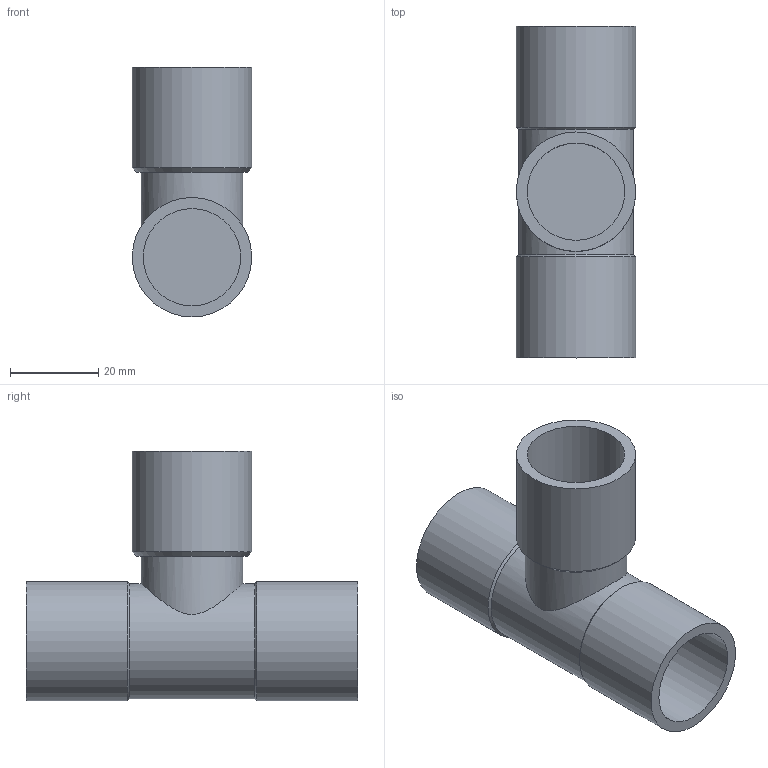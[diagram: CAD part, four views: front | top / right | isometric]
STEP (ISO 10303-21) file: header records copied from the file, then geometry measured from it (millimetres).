
FILE_DESCRIPTION(/* description */ ('Unknown'),/* implementation_level */ '2;1');
FILE_NAME(/* name */ 'F16DN22',/* time_stamp */ '2016-07-07T13:15:03+02:00',/* author */ ('Unknown'),/* organization */ ('Unknown'),/* preprocessor_version */ 'ST-DEVELOPER v16',/* originating_system */ 'DEX',/* authorisation */ $);
FILE_SCHEMA (('AUTOMOTIVE_DESIGN {1 0 10303 214 3 1 1}'));
Length unit declared in the file: millimetre
Products named in the file (1): F16DN22
Bounding box: 27 x 75 x 56.5 mm (x, y, z)
Volume: 34366.1 mm3; surface area: 14734.5 mm2
Topology: 1 solids, 1 shells, 18 faces, 35 edges, 23 vertices
Faces by surface type: cylinder 8, plane 7, cone 3
Full cylindrical faces by diameter (mm): 22 x3, 23 x1, 26 x1, 27 x3
Entity records: 671 total; most frequent: CARTESIAN_POINT 343, DIRECTION 70, AXIS2_PLACEMENT_3D 35, ORIENTED_EDGE 34, EDGE_LOOP 34, FACE_BOUND 34, ADVANCED_FACE 18, EDGE_CURVE 17
